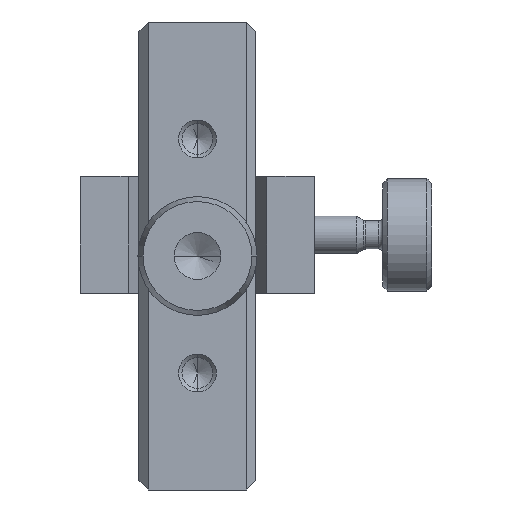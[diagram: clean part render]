
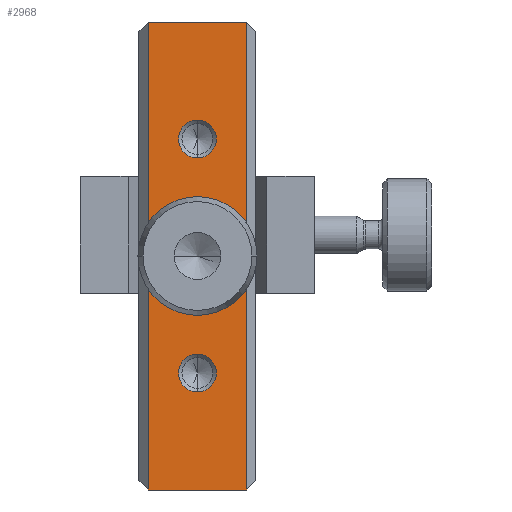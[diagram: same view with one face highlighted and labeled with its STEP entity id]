
A CAD part, front view. The second image highlights one B-rep face of the part: STEP entity #2968.
In plain terms, the highlighted planar face has unit normal (0, -1, 0).
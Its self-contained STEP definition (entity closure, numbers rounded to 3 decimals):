
#5 = VECTOR ( 'NONE', #2281, 1000. ) ;
#24 = FACE_OUTER_BOUND ( 'NONE', #379, .T. ) ;
#27 = VERTEX_POINT ( 'NONE', #2339 ) ;
#80 = VERTEX_POINT ( 'NONE', #2909 ) ;
#116 = ORIENTED_EDGE ( 'NONE', *, *, #381, .T. ) ;
#137 = DIRECTION ( 'NONE',  ( 0., 0., -1. ) ) ;
#208 = DIRECTION ( 'NONE',  ( 0., 0., -1. ) ) ;
#213 = ORIENTED_EDGE ( 'NONE', *, *, #3374, .T. ) ;
#285 = ORIENTED_EDGE ( 'NONE', *, *, #2882, .F. ) ;
#379 = EDGE_LOOP ( 'NONE', ( #213, #552, #3240, #116 ) ) ;
#381 = EDGE_CURVE ( 'NONE', #2242, #1123, #2611, .T. ) ;
#383 = ORIENTED_EDGE ( 'NONE', *, *, #3208, .F. ) ;
#409 = CIRCLE ( 'NONE', #1201, 2.025 ) ;
#420 = LINE ( 'NONE', #3151, #3391 ) ;
#440 = EDGE_CURVE ( 'NONE', #1288, #80, #1764, .T. ) ;
#466 = ORIENTED_EDGE ( 'NONE', *, *, #440, .F. ) ;
#497 = EDGE_LOOP ( 'NONE', ( #383, #1178 ) ) ;
#546 = DIRECTION ( 'NONE',  ( 0., -1., 0. ) ) ;
#552 = ORIENTED_EDGE ( 'NONE', *, *, #3312, .T. ) ;
#616 = CIRCLE ( 'NONE', #1825, 2.025 ) ;
#744 = EDGE_LOOP ( 'NONE', ( #466, #1084 ) ) ;
#777 = EDGE_CURVE ( 'NONE', #2552, #2795, #616, .T. ) ;
#784 = AXIS2_PLACEMENT_3D ( 'NONE', #1803, #2143, #3200 ) ;
#794 = CARTESIAN_POINT ( 'NONE',  ( 5.25, -9.5, -25. ) ) ;
#979 = DIRECTION ( 'NONE',  ( 1., 0., 0. ) ) ;
#1009 = CIRCLE ( 'NONE', #784, 2.025 ) ;
#1064 = EDGE_CURVE ( 'NONE', #2242, #27, #1596, .T. ) ;
#1068 = CARTESIAN_POINT ( 'NONE',  ( -6.25, -9.5, -25. ) ) ;
#1084 = ORIENTED_EDGE ( 'NONE', *, *, #2396, .F. ) ;
#1123 = VERTEX_POINT ( 'NONE', #2906 ) ;
#1178 = ORIENTED_EDGE ( 'NONE', *, *, #2927, .F. ) ;
#1201 = AXIS2_PLACEMENT_3D ( 'NONE', #1385, #1887, #1364 ) ;
#1288 = VERTEX_POINT ( 'NONE', #1908 ) ;
#1298 = EDGE_LOOP ( 'NONE', ( #285, #1982 ) ) ;
#1364 = DIRECTION ( 'NONE',  ( 0., 0., -1. ) ) ;
#1385 = CARTESIAN_POINT ( 'NONE',  ( 0., -9.5, -12.5 ) ) ;
#1490 = CARTESIAN_POINT ( 'NONE',  ( -5.25, -9.5, 25. ) ) ;
#1519 = DIRECTION ( 'NONE',  ( 1., 0., 0. ) ) ;
#1531 = DIRECTION ( 'NONE',  ( 0., -1., 0. ) ) ;
#1586 = CARTESIAN_POINT ( 'NONE',  ( 0., -9.5, 14.525 ) ) ;
#1596 = LINE ( 'NONE', #3188, #1949 ) ;
#1678 = DIRECTION ( 'NONE',  ( 0., 0., -1. ) ) ;
#1764 = CIRCLE ( 'NONE', #2231, 2.025 ) ;
#1803 = CARTESIAN_POINT ( 'NONE',  ( 0., -9.5, 0. ) ) ;
#1825 = AXIS2_PLACEMENT_3D ( 'NONE', #2730, #546, #2782 ) ;
#1887 = DIRECTION ( 'NONE',  ( 0., -1., 0. ) ) ;
#1908 = CARTESIAN_POINT ( 'NONE',  ( 0., -9.5, -14.525 ) ) ;
#1948 = FACE_BOUND ( 'NONE', #497, .T. ) ;
#1949 = VECTOR ( 'NONE', #979, 1000. ) ;
#1982 = ORIENTED_EDGE ( 'NONE', *, *, #777, .F. ) ;
#1985 = CIRCLE ( 'NONE', #3364, 2.025 ) ;
#1996 = CARTESIAN_POINT ( 'NONE',  ( 5.25, -9.5, -25. ) ) ;
#2030 = VERTEX_POINT ( 'NONE', #1586 ) ;
#2118 = CARTESIAN_POINT ( 'NONE',  ( 0., -9.5, -12.5 ) ) ;
#2143 = DIRECTION ( 'NONE',  ( 0., -1., 0. ) ) ;
#2231 = AXIS2_PLACEMENT_3D ( 'NONE', #2118, #1531, #208 ) ;
#2241 = FACE_BOUND ( 'NONE', #744, .T. ) ;
#2242 = VERTEX_POINT ( 'NONE', #1490 ) ;
#2281 = DIRECTION ( 'NONE',  ( 0., 0., 1. ) ) ;
#2339 = CARTESIAN_POINT ( 'NONE',  ( 5.25, -9.5, 25. ) ) ;
#2355 = CARTESIAN_POINT ( 'NONE',  ( 0., -9.5, 12.5 ) ) ;
#2396 = EDGE_CURVE ( 'NONE', #80, #1288, #409, .T. ) ;
#2401 = CARTESIAN_POINT ( 'NONE',  ( 0., -9.5, 2.025 ) ) ;
#2405 = CIRCLE ( 'NONE', #2866, 2.025 ) ;
#2466 = CARTESIAN_POINT ( 'NONE',  ( 0., -9.5, 12.5 ) ) ;
#2471 = DIRECTION ( 'NONE',  ( 0., -1., 0. ) ) ;
#2488 = PLANE ( 'NONE',  #2793 ) ;
#2552 = VERTEX_POINT ( 'NONE', #2401 ) ;
#2589 = CARTESIAN_POINT ( 'NONE',  ( -5.25, -9.5, -25. ) ) ;
#2611 = LINE ( 'NONE', #2589, #3565 ) ;
#2650 = CARTESIAN_POINT ( 'NONE',  ( 0., -9.5, 10.475 ) ) ;
#2730 = CARTESIAN_POINT ( 'NONE',  ( 0., -9.5, 0. ) ) ;
#2749 = DIRECTION ( 'NONE',  ( 0., -1., 0. ) ) ;
#2782 = DIRECTION ( 'NONE',  ( 0., 0., -1. ) ) ;
#2788 = DIRECTION ( 'NONE',  ( 0., -1., 0. ) ) ;
#2793 = AXIS2_PLACEMENT_3D ( 'NONE', #1068, #2471, #1678 ) ;
#2795 = VERTEX_POINT ( 'NONE', #3465 ) ;
#2866 = AXIS2_PLACEMENT_3D ( 'NONE', #2355, #2788, #3069 ) ;
#2882 = EDGE_CURVE ( 'NONE', #2795, #2552, #1009, .T. ) ;
#2906 = CARTESIAN_POINT ( 'NONE',  ( -5.25, -9.5, -25. ) ) ;
#2909 = CARTESIAN_POINT ( 'NONE',  ( 0., -9.5, -10.475 ) ) ;
#2927 = EDGE_CURVE ( 'NONE', #2030, #3437, #2405, .T. ) ;
#2968 = ADVANCED_FACE ( 'NONE', ( #2241, #3338, #1948, #24 ), #2488, .T. ) ;
#2981 = DIRECTION ( 'NONE',  ( 0., 0., -1. ) ) ;
#3069 = DIRECTION ( 'NONE',  ( 0., 0., -1. ) ) ;
#3151 = CARTESIAN_POINT ( 'NONE',  ( -6.25, -9.5, -25. ) ) ;
#3188 = CARTESIAN_POINT ( 'NONE',  ( -6.25, -9.5, 25. ) ) ;
#3200 = DIRECTION ( 'NONE',  ( 0., 0., -1. ) ) ;
#3208 = EDGE_CURVE ( 'NONE', #3437, #2030, #1985, .T. ) ;
#3215 = VERTEX_POINT ( 'NONE', #794 ) ;
#3240 = ORIENTED_EDGE ( 'NONE', *, *, #1064, .F. ) ;
#3312 = EDGE_CURVE ( 'NONE', #3215, #27, #3559, .T. ) ;
#3338 = FACE_BOUND ( 'NONE', #1298, .T. ) ;
#3364 = AXIS2_PLACEMENT_3D ( 'NONE', #2466, #2749, #2981 ) ;
#3374 = EDGE_CURVE ( 'NONE', #1123, #3215, #420, .T. ) ;
#3391 = VECTOR ( 'NONE', #1519, 1000. ) ;
#3437 = VERTEX_POINT ( 'NONE', #2650 ) ;
#3465 = CARTESIAN_POINT ( 'NONE',  ( 0., -9.5, -2.025 ) ) ;
#3559 = LINE ( 'NONE', #1996, #5 ) ;
#3565 = VECTOR ( 'NONE', #137, 1000. ) ;
